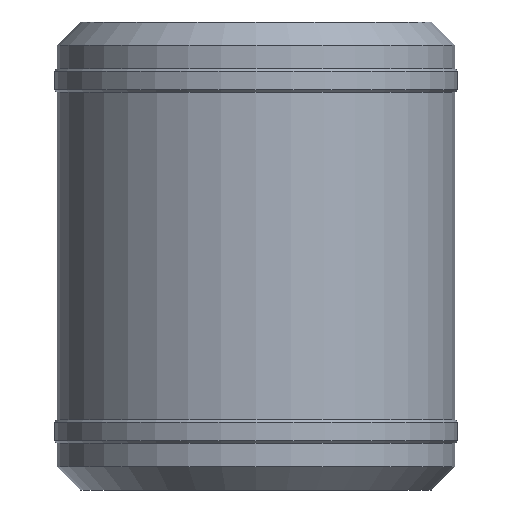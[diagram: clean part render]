
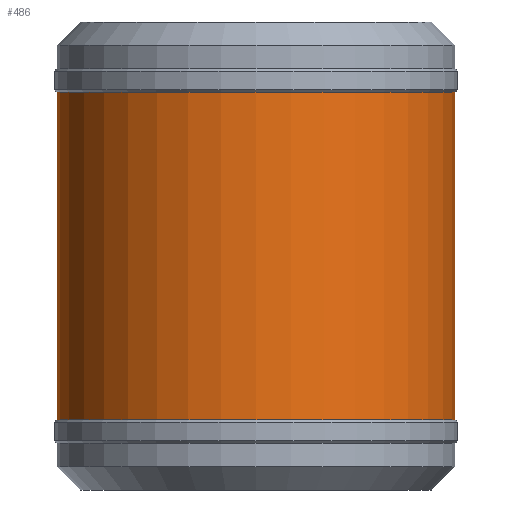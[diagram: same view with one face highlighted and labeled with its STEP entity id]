
A CAD part, front view. The second image highlights one B-rep face of the part: STEP entity #486.
In plain terms, the highlighted cylindrical face has radius 4.25 mm (diameter 8.5 mm), a full revolution.
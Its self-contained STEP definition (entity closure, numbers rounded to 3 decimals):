
#30=CYLINDRICAL_SURFACE('',#535,4.25);
#45=FACE_OUTER_BOUND('',#76,.T.);
#76=EDGE_LOOP('',(#347,#348,#349,#350));
#109=LINE('',#767,#152);
#152=VECTOR('',#608,4.25);
#195=CIRCLE('',#534,4.25);
#196=CIRCLE('',#536,4.25);
#223=VERTEX_POINT('',#762);
#224=VERTEX_POINT('',#766);
#269=EDGE_CURVE('',#223,#223,#195,.T.);
#271=EDGE_CURVE('',#223,#224,#109,.T.);
#272=EDGE_CURVE('',#224,#224,#196,.T.);
#347=ORIENTED_EDGE('',*,*,#269,.T.);
#348=ORIENTED_EDGE('',*,*,#271,.T.);
#349=ORIENTED_EDGE('',*,*,#272,.T.);
#350=ORIENTED_EDGE('',*,*,#271,.F.);
#486=ADVANCED_FACE('',(#45),#30,.T.);
#534=AXIS2_PLACEMENT_3D('',#763,#603,#604);
#535=AXIS2_PLACEMENT_3D('',#765,#606,#607);
#536=AXIS2_PLACEMENT_3D('',#768,#609,#610);
#603=DIRECTION('center_axis',(0.,0.,-1.));
#604=DIRECTION('ref_axis',(1.,0.,0.));
#606=DIRECTION('center_axis',(0.,0.,1.));
#607=DIRECTION('ref_axis',(1.,0.,0.));
#608=DIRECTION('',(0.,0.,-1.));
#609=DIRECTION('center_axis',(0.,0.,1.));
#610=DIRECTION('ref_axis',(1.,0.,0.));
#762=CARTESIAN_POINT('',(-4.25,0.,10.7));
#763=CARTESIAN_POINT('Origin',(0.,0.,10.7));
#765=CARTESIAN_POINT('Origin',(0.,0.,2.2));
#766=CARTESIAN_POINT('',(-4.25,0.,3.7));
#767=CARTESIAN_POINT('',(-4.25,0.,2.2));
#768=CARTESIAN_POINT('Origin',(0.,0.,3.7));
